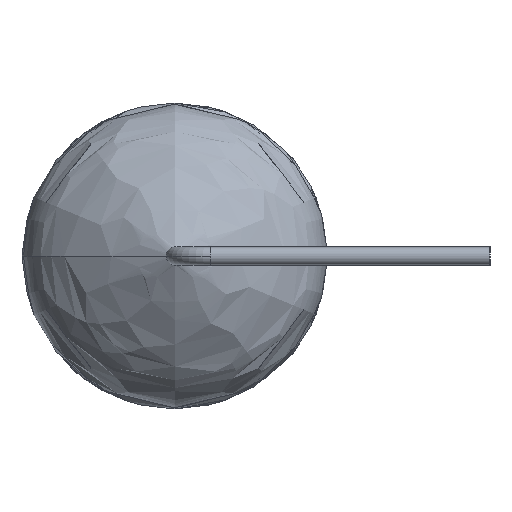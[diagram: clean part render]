
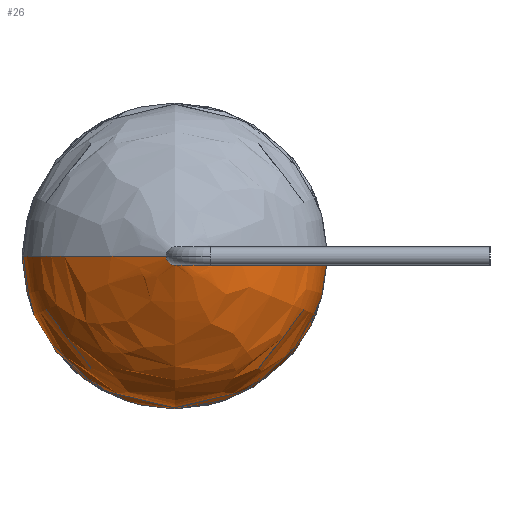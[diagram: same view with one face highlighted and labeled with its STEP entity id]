
A CAD part, left-side view. The second image highlights one B-rep face of the part: STEP entity #26.
In plain terms, the highlighted free-form (B-spline) face has degree [3, 3] with [7, 4] control points.
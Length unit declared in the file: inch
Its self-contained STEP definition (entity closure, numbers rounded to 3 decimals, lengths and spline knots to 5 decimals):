
#26 = ADVANCED_FACE ( 'NONE', ( #175 ), #184, .F. ) ;
#153 = VERTEX_POINT ( 'NONE', #536 ) ;
#154 = ORIENTED_EDGE ( 'NONE', *, *, #155, .F. ) ;
#155 = EDGE_CURVE ( 'NONE', #215, #153, #535, .T. ) ;
#164 = ORIENTED_EDGE ( 'NONE', *, *, #165, .F. ) ;
#165 = EDGE_CURVE ( 'NONE', #153, #210, #511, .T. ) ;
#175 = FACE_OUTER_BOUND ( 'NONE', #211, .T. ) ;
#184 =( BOUNDED_SURFACE ( )  B_SPLINE_SURFACE ( 3, 3, ( 
 ( #241, #240, #239, #238 ),
 ( #237, #236, #235, #234 ),
 ( #233, #232, #231, #230 ),
 ( #229, #228, #227, #226 ),
 ( #225, #224, #223, #222 ),
 ( #333, #332, #331, #330 ),
 ( #329, #328, #327, #326 ) ),
 .UNSPECIFIED., .F., .F., .T. ) 
 B_SPLINE_SURFACE_WITH_KNOTS ( ( 4, 1, 1, 1, 4 ),
 ( 4, 4 ),
 ( 0.00878, 0.18004, 0.5, 0.81996, 0.99122 ),
 ( 0., 1. ),
 .UNSPECIFIED. ) 
 GEOMETRIC_REPRESENTATION_ITEM ( )  RATIONAL_B_SPLINE_SURFACE ( (
 ( 1., 0.333, 0.333, 1.),
 ( 1., 0.333, 0.333, 1.),
 ( 1., 0.333, 0.333, 1.),
 ( 1., 0.333, 0.333, 1.),
 ( 1., 0.333, 0.333, 1.),
 ( 1., 0.333, 0.333, 1.),
 ( 1., 0.333, 0.333, 1.) ) ) 
 REPRESENTATION_ITEM ( '' )  SURFACE ( )  );
#204 = EDGE_CURVE ( 'NONE', #214, #217, #491, .T. ) ;
#205 = ORIENTED_EDGE ( 'NONE', *, *, #206, .F. ) ;
#206 = EDGE_CURVE ( 'NONE', #207, #217, #490, .T. ) ;
#207 = VERTEX_POINT ( 'NONE', #570 ) ;
#208 = ORIENTED_EDGE ( 'NONE', *, *, #209, .F. ) ;
#209 = EDGE_CURVE ( 'NONE', #210, #207, #595, .T. ) ;
#210 = VERTEX_POINT ( 'NONE', #630 ) ;
#211 = EDGE_LOOP ( 'NONE', ( #212, #216, #205, #208, #164, #154 ) ) ;
#212 = ORIENTED_EDGE ( 'NONE', *, *, #213, .F. ) ;
#213 = EDGE_CURVE ( 'NONE', #214, #215, #547, .T. ) ;
#214 = VERTEX_POINT ( 'NONE', #575 ) ;
#215 = VERTEX_POINT ( 'NONE', #621 ) ;
#216 = ORIENTED_EDGE ( 'NONE', *, *, #204, .T. ) ;
#217 = VERTEX_POINT ( 'NONE', #606 ) ;
#222 = CARTESIAN_POINT ( 'NONE',  ( 0.18521, 0.04724, 0. ) ) ;
#223 = CARTESIAN_POINT ( 'NONE',  ( 0.18521, 0.04724, -0.25551 ) ) ;
#224 = CARTESIAN_POINT ( 'NONE',  ( 0.18521, 0.30276, -0.25551 ) ) ;
#225 = CARTESIAN_POINT ( 'NONE',  ( 0.18521, 0.30276, 0. ) ) ;
#226 = CARTESIAN_POINT ( 'NONE',  ( 0.35, 0.17565, 0. ) ) ;
#227 = CARTESIAN_POINT ( 'NONE',  ( 0.35, 0.17565, 0.00129 ) ) ;
#228 = CARTESIAN_POINT ( 'NONE',  ( 0.35, 0.17435, 0.00129 ) ) ;
#229 = CARTESIAN_POINT ( 'NONE',  ( 0.35, 0.17435, 0. ) ) ;
#230 = CARTESIAN_POINT ( 'NONE',  ( 0.51479, 0.04724, 0. ) ) ;
#231 = CARTESIAN_POINT ( 'NONE',  ( 0.51479, 0.04724, -0.25551 ) ) ;
#232 = CARTESIAN_POINT ( 'NONE',  ( 0.51479, 0.30276, -0.25551 ) ) ;
#233 = CARTESIAN_POINT ( 'NONE',  ( 0.51479, 0.30276, 0. ) ) ;
#234 = CARTESIAN_POINT ( 'NONE',  ( 0.56155, 0.13753, 0. ) ) ;
#235 = CARTESIAN_POINT ( 'NONE',  ( 0.56155, 0.13753, -0.07494 ) ) ;
#236 = CARTESIAN_POINT ( 'NONE',  ( 0.56155, 0.21247, -0.07494 ) ) ;
#237 = CARTESIAN_POINT ( 'NONE',  ( 0.56155, 0.21247, 0. ) ) ;
#238 = CARTESIAN_POINT ( 'NONE',  ( 0.57754, 0.17, 0. ) ) ;
#239 = CARTESIAN_POINT ( 'NONE',  ( 0.57754, 0.17, -0.01 ) ) ;
#240 = CARTESIAN_POINT ( 'NONE',  ( 0.57754, 0.18, -0.01 ) ) ;
#241 = CARTESIAN_POINT ( 'NONE',  ( 0.57754, 0.18, 0. ) ) ;
#326 = CARTESIAN_POINT ( 'NONE',  ( 0.12246, 0.17, 0. ) ) ;
#327 = CARTESIAN_POINT ( 'NONE',  ( 0.12246, 0.17, -0.01 ) ) ;
#328 = CARTESIAN_POINT ( 'NONE',  ( 0.12246, 0.18, -0.01 ) ) ;
#329 = CARTESIAN_POINT ( 'NONE',  ( 0.12246, 0.18, 0. ) ) ;
#330 = CARTESIAN_POINT ( 'NONE',  ( 0.13845, 0.13753, 0. ) ) ;
#331 = CARTESIAN_POINT ( 'NONE',  ( 0.13845, 0.13753, -0.07494 ) ) ;
#332 = CARTESIAN_POINT ( 'NONE',  ( 0.13845, 0.21247, -0.07494 ) ) ;
#333 = CARTESIAN_POINT ( 'NONE',  ( 0.13845, 0.21247, 0. ) ) ;
#483 = CARTESIAN_POINT ( 'NONE',  ( 0.12246, 0.17, 0. ) ) ;
#484 = CARTESIAN_POINT ( 'NONE',  ( 0.13845, 0.13753, 0. ) ) ;
#485 = CARTESIAN_POINT ( 'NONE',  ( 0.18521, 0.04724, 0. ) ) ;
#486 = CARTESIAN_POINT ( 'NONE',  ( 0.35, 0.17565, 0. ) ) ;
#487 = CARTESIAN_POINT ( 'NONE',  ( 0.51479, 0.04724, 0. ) ) ;
#488 = CARTESIAN_POINT ( 'NONE',  ( 0.56155, 0.13753, 0. ) ) ;
#489 = CARTESIAN_POINT ( 'NONE',  ( 0.57754, 0.17, 0. ) ) ;
#490 = CIRCLE ( 'NONE', #569, 0.005 ) ;
#491 = B_SPLINE_CURVE_WITH_KNOTS ( 'NONE', 3,
 ( #489, #488, #487, #486, #485, #484, #483 ),
 .UNSPECIFIED., .F., .F.,
 ( 4, 1, 1, 1, 4 ),
 ( 0.00878, 0.18004, 0.5, 0.81996, 0.99122 ),
 .UNSPECIFIED. ) ;
#499 = CARTESIAN_POINT ( 'NONE',  ( 0.12246, 0.18, 0. ) ) ;
#500 = CARTESIAN_POINT ( 'NONE',  ( 0.13845, 0.21247, 0. ) ) ;
#501 = CARTESIAN_POINT ( 'NONE',  ( 0.18521, 0.30276, 0. ) ) ;
#502 = CARTESIAN_POINT ( 'NONE',  ( 0.35, 0.17435, 0. ) ) ;
#503 = CARTESIAN_POINT ( 'NONE',  ( 0.51479, 0.30276, 0. ) ) ;
#504 = CARTESIAN_POINT ( 'NONE',  ( 0.56155, 0.21247, 0. ) ) ;
#505 = CARTESIAN_POINT ( 'NONE',  ( 0.57754, 0.18, 0. ) ) ;
#511 = B_SPLINE_CURVE_WITH_KNOTS ( 'NONE', 3,
 ( #505, #504, #503, #502, #501, #500, #499 ),
 .UNSPECIFIED., .F., .F.,
 ( 4, 1, 1, 1, 4 ),
 ( 0.00878, 0.18004, 0.5, 0.81996, 0.99122 ),
 .UNSPECIFIED. ) ;
#531 = DIRECTION ( 'NONE',  ( 0., -1., 0. ) ) ;
#532 = DIRECTION ( 'NONE',  ( 1., 0., 0. ) ) ;
#533 = CARTESIAN_POINT ( 'NONE',  ( 0.57754, 0.175, 0. ) ) ;
#534 = AXIS2_PLACEMENT_3D ( 'NONE', #533, #532, #531 ) ;
#535 = CIRCLE ( 'NONE', #534, 0.005 ) ;
#536 = CARTESIAN_POINT ( 'NONE',  ( 0.57754, 0.18, 0. ) ) ;
#547 = CIRCLE ( 'NONE', #574, 0.005 ) ;
#548 = AXIS2_PLACEMENT_3D ( 'NONE', #572, #571, #631 ) ;
#561 = DIRECTION ( 'NONE',  ( -1., 0., 0. ) ) ;
#569 = AXIS2_PLACEMENT_3D ( 'NONE', #600, #561, #577 ) ;
#570 = CARTESIAN_POINT ( 'NONE',  ( 0.12246, 0.175, -0.005 ) ) ;
#571 = DIRECTION ( 'NONE',  ( -1., 0., 0. ) ) ;
#572 = CARTESIAN_POINT ( 'NONE',  ( 0.12246, 0.175, 0. ) ) ;
#573 = DIRECTION ( 'NONE',  ( 1., 0., 0. ) ) ;
#574 = AXIS2_PLACEMENT_3D ( 'NONE', #608, #573, #622 ) ;
#575 = CARTESIAN_POINT ( 'NONE',  ( 0.57754, 0.17, 0. ) ) ;
#577 = DIRECTION ( 'NONE',  ( 0., -1., 0. ) ) ;
#595 = CIRCLE ( 'NONE', #548, 0.005 ) ;
#600 = CARTESIAN_POINT ( 'NONE',  ( 0.12246, 0.175, 0. ) ) ;
#606 = CARTESIAN_POINT ( 'NONE',  ( 0.12246, 0.17, 0. ) ) ;
#608 = CARTESIAN_POINT ( 'NONE',  ( 0.57754, 0.175, 0. ) ) ;
#621 = CARTESIAN_POINT ( 'NONE',  ( 0.57754, 0.175, -0.005 ) ) ;
#622 = DIRECTION ( 'NONE',  ( 0., -1., 0. ) ) ;
#630 = CARTESIAN_POINT ( 'NONE',  ( 0.12246, 0.18, 0. ) ) ;
#631 = DIRECTION ( 'NONE',  ( 0., -1., 0. ) ) ;
